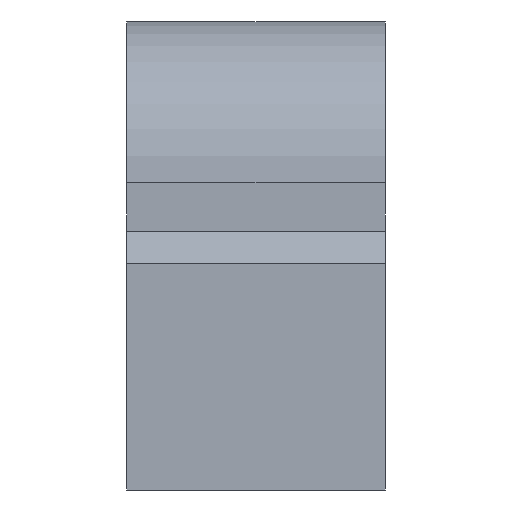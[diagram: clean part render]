
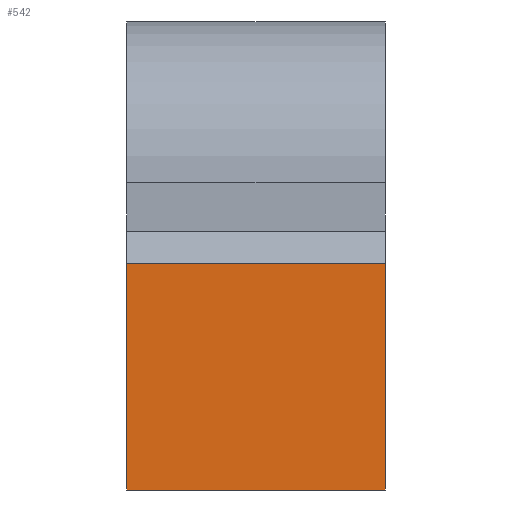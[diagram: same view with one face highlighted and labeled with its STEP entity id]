
A CAD part, left-side view. The second image highlights one B-rep face of the part: STEP entity #542.
In plain terms, the highlighted planar face has unit normal (-1, 0, 0).
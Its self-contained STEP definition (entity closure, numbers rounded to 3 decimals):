
#41=PLANE('',#606);
#68=FACE_OUTER_BOUND('',#95,.T.);
#95=EDGE_LOOP('',(#477,#478,#479,#480));
#123=LINE('',#828,#188);
#156=LINE('',#901,#221);
#159=LINE('',#906,#224);
#160=LINE('',#908,#225);
#188=VECTOR('',#674,10.);
#221=VECTOR('',#739,10.);
#224=VECTOR('',#744,10.);
#225=VECTOR('',#747,10.);
#261=VERTEX_POINT('',#825);
#262=VERTEX_POINT('',#827);
#286=VERTEX_POINT('',#900);
#287=VERTEX_POINT('',#904);
#319=EDGE_CURVE('',#261,#262,#123,.T.);
#356=EDGE_CURVE('',#262,#286,#156,.T.);
#359=EDGE_CURVE('',#287,#261,#159,.T.);
#360=EDGE_CURVE('',#286,#287,#160,.T.);
#477=ORIENTED_EDGE('',*,*,#359,.F.);
#478=ORIENTED_EDGE('',*,*,#360,.F.);
#479=ORIENTED_EDGE('',*,*,#356,.F.);
#480=ORIENTED_EDGE('',*,*,#319,.F.);
#542=ADVANCED_FACE('',(#68),#41,.T.);
#606=AXIS2_PLACEMENT_3D('',#907,#745,#746);
#674=DIRECTION('',(0.,0.,-1.));
#739=DIRECTION('',(0.,1.,0.));
#744=DIRECTION('',(0.,-1.,0.));
#745=DIRECTION('center_axis',(-1.,0.,0.));
#746=DIRECTION('ref_axis',(0.,0.,1.));
#747=DIRECTION('',(0.,0.,1.));
#825=CARTESIAN_POINT('',(-10.,0.,-1.));
#827=CARTESIAN_POINT('',(-10.,0.,-8.));
#828=CARTESIAN_POINT('',(-10.,0.,0.));
#900=CARTESIAN_POINT('',(-10.,8.,-8.));
#901=CARTESIAN_POINT('',(-10.,0.,-8.));
#904=CARTESIAN_POINT('',(-10.,8.,-1.));
#906=CARTESIAN_POINT('',(-10.,0.,-1.));
#907=CARTESIAN_POINT('Origin',(-10.,0.,-8.));
#908=CARTESIAN_POINT('',(-10.,8.,0.));
